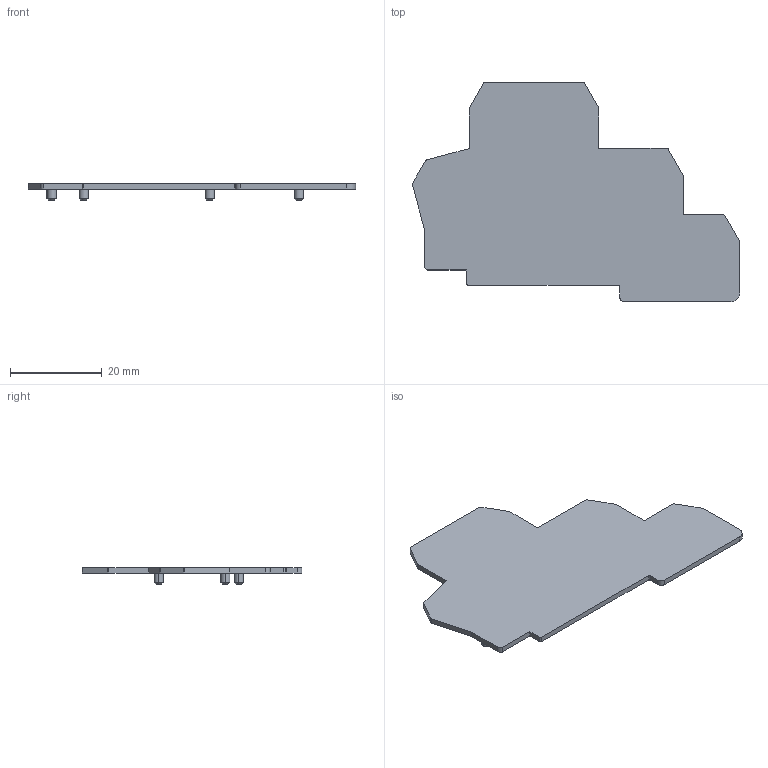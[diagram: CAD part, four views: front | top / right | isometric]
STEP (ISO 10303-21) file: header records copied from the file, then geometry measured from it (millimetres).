
FILE_DESCRIPTION (( 'STEP AP214' ), '1' );
FILE_NAME ('KN-ECDG12.step', '2015-05-04T11:25:22', ( '' ), ( '' ), 'SwSTEP 2.0', 'SolidWorks 2014', '' );
FILE_SCHEMA (( 'AUTOMOTIVE_DESIGN' ));
Length unit declared in the file: millimetre
Products named in the file (1): KN-ECDG12
Bounding box: 71.4 x 48 x 3.7 mm (x, y, z)
Volume: 2795.9 mm3; surface area: 4987.4 mm2
Topology: 1 solids, 1 shells, 67 faces, 167 edges, 106 vertices
Faces by surface type: cylinder 32, plane 27, cone 8
Entity records: 2031 total; most frequent: DIRECTION 367, CARTESIAN_POINT 341, ORIENTED_EDGE 334, EDGE_CURVE 167, AXIS2_PLACEMENT_3D 132, VERTEX_POINT 106, VECTOR 103, LINE 103
